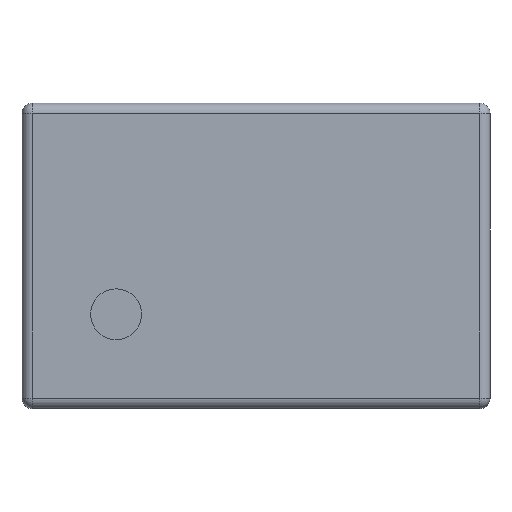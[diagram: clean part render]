
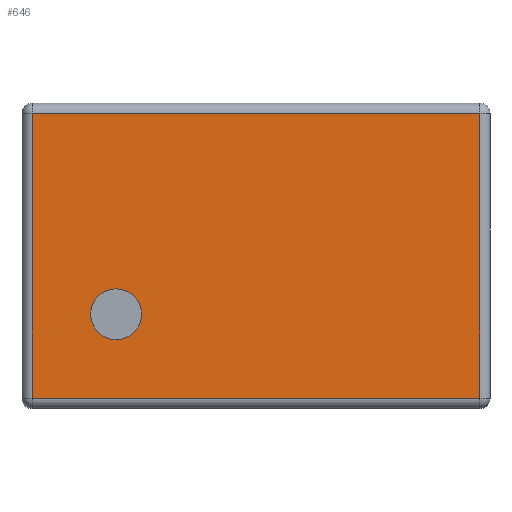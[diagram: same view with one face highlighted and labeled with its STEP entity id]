
A CAD part, top view. The second image highlights one B-rep face of the part: STEP entity #646.
In plain terms, the highlighted planar face has unit normal (0, 0, 1).
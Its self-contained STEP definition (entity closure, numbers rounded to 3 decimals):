
#70=CARTESIAN_POINT('',(-2.25,-1.15,5.0));
#71=VERTEX_POINT('',#70);
#80=CARTESIAN_POINT('',(-3.25,-1.15,5.));
#81=VERTEX_POINT('',#80);
#82=CARTESIAN_POINT('',(-2.75,-1.15,5.));
#83=DIRECTION('',(0.0,0.0,-1.0));
#84=DIRECTION('',(1.0,0.0,0.0));
#85=AXIS2_PLACEMENT_3D('',#82,#83,#84);
#86=CIRCLE('',#85,0.5);
#87=EDGE_CURVE('',#81,#71,#86,.T.);
#121=CARTESIAN_POINT('',(-2.75,-1.15,5.));
#122=DIRECTION('',(0.0,0.0,-1.0));
#123=DIRECTION('',(1.0,0.0,0.0));
#124=AXIS2_PLACEMENT_3D('',#121,#122,#123);
#125=CIRCLE('',#124,0.5);
#126=EDGE_CURVE('',#71,#81,#125,.T.);
#146=CARTESIAN_POINT('',(-4.4,-2.8,5.0));
#147=VERTEX_POINT('',#146);
#192=CARTESIAN_POINT('',(4.4,-2.8,5.));
#193=VERTEX_POINT('',#192);
#218=CARTESIAN_POINT('',(-4.4,2.8,5.0));
#219=VERTEX_POINT('',#218);
#251=CARTESIAN_POINT('',(4.4,2.8,5.));
#252=VERTEX_POINT('',#251);
#326=CARTESIAN_POINT('',(-4.4,2.8,5.0));
#327=DIRECTION('',(1.0,0.0,0.0));
#328=VECTOR('',#327,8.8);
#329=LINE('',#326,#328);
#330=EDGE_CURVE('',#219,#252,#329,.T.);
#348=CARTESIAN_POINT('',(4.4,2.8,5.));
#349=DIRECTION('',(0.0,-1.0,0.0));
#350=VECTOR('',#349,5.6);
#351=LINE('',#348,#350);
#352=EDGE_CURVE('',#252,#193,#351,.T.);
#395=CARTESIAN_POINT('',(-4.4,-2.8,5.0));
#396=DIRECTION('',(0.0,1.0,0.0));
#397=VECTOR('',#396,5.6);
#398=LINE('',#395,#397);
#399=EDGE_CURVE('',#147,#219,#398,.T.);
#417=CARTESIAN_POINT('',(4.4,-2.8,5.));
#418=DIRECTION('',(-1.0,0.0,0.0));
#419=VECTOR('',#418,8.8);
#420=LINE('',#417,#419);
#421=EDGE_CURVE('',#193,#147,#420,.T.);
#631=CARTESIAN_POINT('',(-4.6,3.0,5.0));
#632=DIRECTION('',(0.0,0.0,1.0));
#633=DIRECTION('',(1.0,0.0,0.0));
#634=AXIS2_PLACEMENT_3D('',#631,#632,#633);
#635=PLANE('',#634);
#636=ORIENTED_EDGE('',*,*,#330,.F.);
#637=ORIENTED_EDGE('',*,*,#399,.F.);
#638=ORIENTED_EDGE('',*,*,#421,.F.);
#639=ORIENTED_EDGE('',*,*,#352,.F.);
#640=EDGE_LOOP('',(#636,#637,#638,#639));
#641=FACE_OUTER_BOUND('',#640,.T.);
#642=ORIENTED_EDGE('',*,*,#126,.T.);
#643=ORIENTED_EDGE('',*,*,#87,.T.);
#644=EDGE_LOOP('',(#642,#643));
#645=FACE_BOUND('',#644,.T.);
#646=ADVANCED_FACE('',(#641,#645),#635,.T.);
